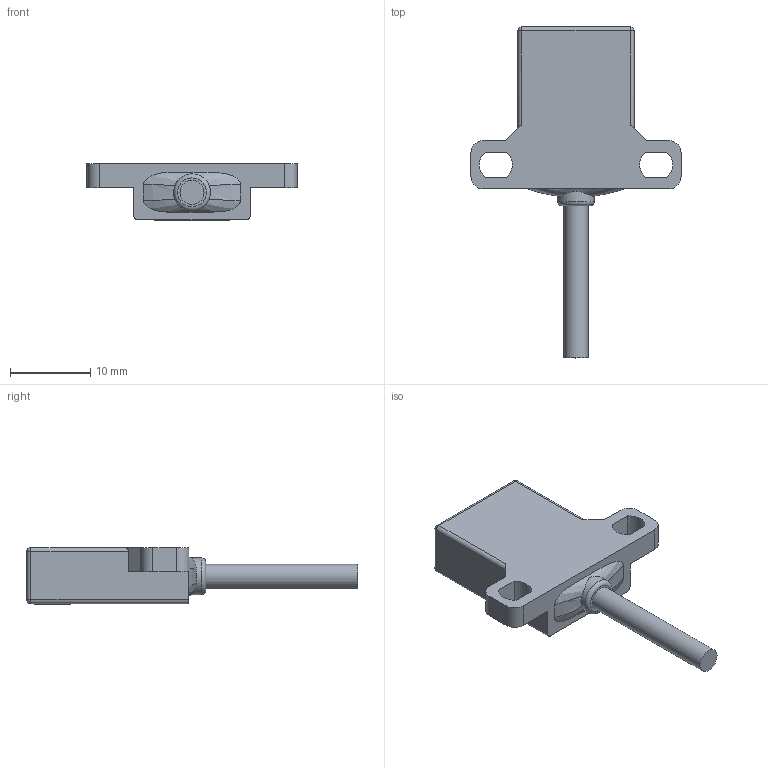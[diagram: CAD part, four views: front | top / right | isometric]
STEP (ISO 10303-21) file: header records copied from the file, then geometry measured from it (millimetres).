
FILE_DESCRIPTION(/* description */ (''),/* implementation_level */ '2;1');
FILE_NAME(/* name */ 'FPW-F10 3D.stp',/* time_stamp */ '2021-07-22T10:15:29+08:00',/* author */ (''),/* organization */ (''),/* preprocessor_version */ 'ST-DEVELOPER v14',/* originating_system */ 'SIEMENS PLM Software NX 8.0',/* authorisation */ '');
FILE_SCHEMA (('AUTOMOTIVE_DESIGN { 1 0 10303 214 3 1 1 1 }'));
Length unit declared in the file: millimetre
Products named in the file (1): Admi43D89864me2g
Bounding box: 26.2 x 41.4 x 7.1 mm (x, y, z)
Volume: 2366 mm3; surface area: 1496.1 mm2
Topology: 1 solids, 1 shells, 88 faces, 222 edges, 141 vertices
Faces by surface type: plane 61, cylinder 20, sphere 4, bspline 2, torus 1
Full cylindrical faces by diameter (mm): 3 x1, 4.6 x1
Entity records: 3207 total; most frequent: CARTESIAN_POINT 1086, ORIENTED_EDGE 428, DIRECTION 414, EDGE_CURVE 214, LINE 168, VECTOR 168, VERTEX_POINT 140, AXIS2_PLACEMENT_3D 123
